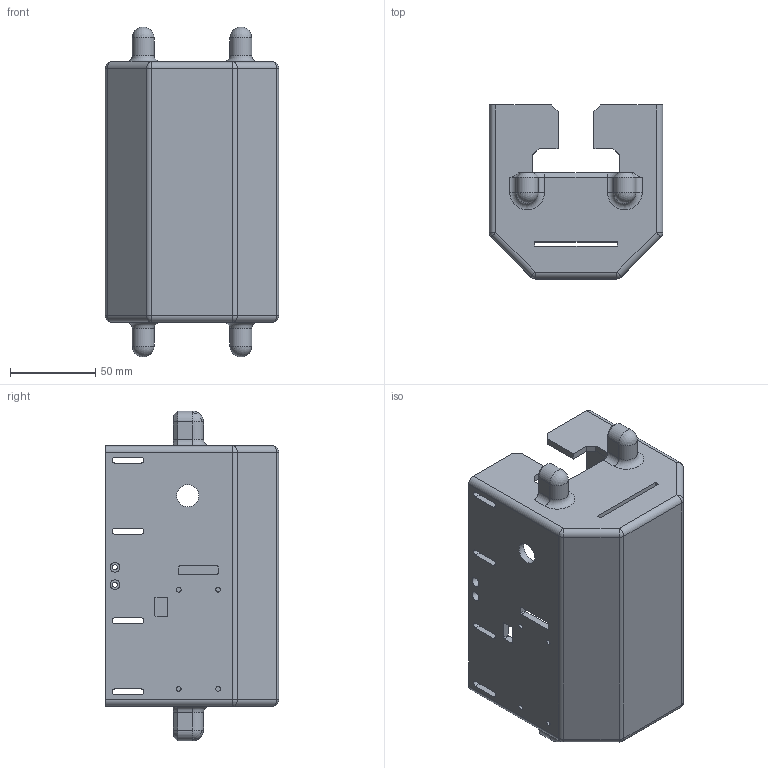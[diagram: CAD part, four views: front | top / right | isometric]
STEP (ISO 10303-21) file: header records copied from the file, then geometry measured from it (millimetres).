
FILE_DESCRIPTION(/* description */ (''),/* implementation_level */ '2;1');
FILE_NAME(/* name */ 'v6.2.0_Chassis v2.step',/* time_stamp */ '2019-06-10T09:18:57-07:00',/* author */ (''),/* organization */ (''),/* preprocessor_version */ 'ST-DEVELOPER v18',/* originating_system */ 'Autodesk Translation Framework v8.2.0.1029',/* authorisation */ '');
FILE_SCHEMA (('AUTOMOTIVE_DESIGN { 1 0 10303 214 3 1 1 }'));
Length unit declared in the file: inch
Products named in the file (4): v6.2.0_Chassis; MotorDriveHousing 6.1.1 v3; MotorDriveHousingMk6 v22; Motor Mount Rail 6.1.1 v2
Assembly tree (3 placements, depth 3):
  v6.2.0_Chassis
    MotorDriveHousing 6.1.1 v3
      MotorDriveHousingMk6 v22
      Motor Mount Rail 6.1.1 v2
Bounding box: 101.6 x 101.6 x 193.04 mm (x, y, z)
Volume: 211489.7 mm3; surface area: 120822.1 mm2
Topology: 1 solids, 1 shells, 227 faces, 607 edges, 383 vertices
Faces by surface type: plane 125, cylinder 74, cone 12, sphere 12, torus 4
Full cylindrical faces by diameter (mm): 2.75 x4, 3.048 x4, 4.75 x4, 5.715 x4, 12.954 x2
Entity records: 7202 total; most frequent: DIRECTION 1252, CARTESIAN_POINT 1225, ORIENTED_EDGE 1198, EDGE_CURVE 599, AXIS2_PLACEMENT_3D 422, LINE 408, VECTOR 408, VERTEX_POINT 383
